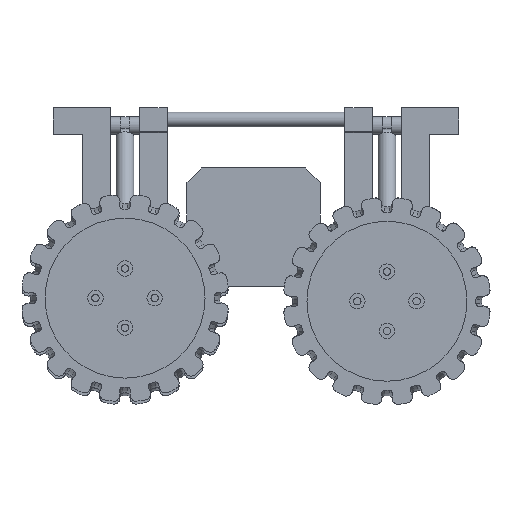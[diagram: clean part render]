
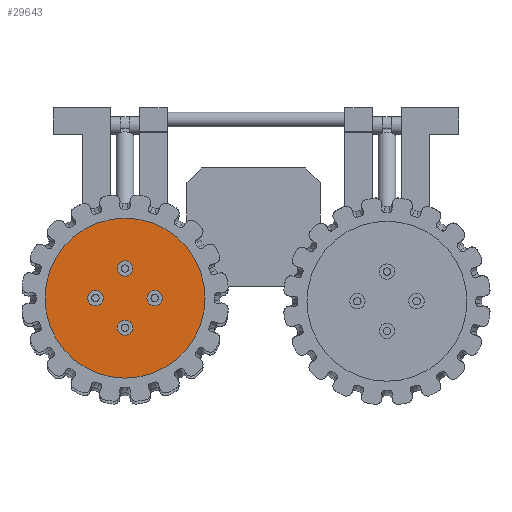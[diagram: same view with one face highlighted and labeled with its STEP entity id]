
A CAD part, left-side view. The second image highlights one B-rep face of the part: STEP entity #29643.
In plain terms, the highlighted face is planar.
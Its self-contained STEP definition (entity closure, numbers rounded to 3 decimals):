
#1603=FACE_BOUND('',#4612,.T.);
#1604=FACE_BOUND('',#4613,.T.);
#1605=FACE_BOUND('',#4614,.T.);
#1606=FACE_BOUND('',#4615,.T.);
#1934=PLANE('',#31571);
#2806=FACE_OUTER_BOUND('',#4611,.T.);
#4611=EDGE_LOOP('',(#20557));
#4612=EDGE_LOOP('',(#20558));
#4613=EDGE_LOOP('',(#20559));
#4614=EDGE_LOOP('',(#20560));
#4615=EDGE_LOOP('',(#20561));
#11060=CIRCLE('',#31531,27.);
#11064=CIRCLE('',#31539,2.6);
#11067=CIRCLE('',#31544,2.6);
#11070=CIRCLE('',#31549,2.6);
#11073=CIRCLE('',#31554,2.6);
#12724=VERTEX_POINT('',#43975);
#12728=VERTEX_POINT('',#43991);
#12731=VERTEX_POINT('',#44000);
#12734=VERTEX_POINT('',#44009);
#12737=VERTEX_POINT('',#44018);
#15713=EDGE_CURVE('',#12724,#12724,#11060,.T.);
#15721=EDGE_CURVE('',#12728,#12728,#11064,.T.);
#15725=EDGE_CURVE('',#12731,#12731,#11067,.T.);
#15729=EDGE_CURVE('',#12734,#12734,#11070,.T.);
#15733=EDGE_CURVE('',#12737,#12737,#11073,.T.);
#20557=ORIENTED_EDGE('',*,*,#15713,.T.);
#20558=ORIENTED_EDGE('',*,*,#15721,.T.);
#20559=ORIENTED_EDGE('',*,*,#15725,.T.);
#20560=ORIENTED_EDGE('',*,*,#15729,.T.);
#20561=ORIENTED_EDGE('',*,*,#15733,.T.);
#29643=ADVANCED_FACE('',(#2806,#1603,#1604,#1605,#1606),#1934,.T.);
#31531=AXIS2_PLACEMENT_3D('',#43976,#35237,#35238);
#31539=AXIS2_PLACEMENT_3D('',#43992,#35257,#35258);
#31544=AXIS2_PLACEMENT_3D('',#44001,#35268,#35269);
#31549=AXIS2_PLACEMENT_3D('',#44010,#35279,#35280);
#31554=AXIS2_PLACEMENT_3D('',#44019,#35290,#35291);
#31571=AXIS2_PLACEMENT_3D('',#44050,#35330,#35331);
#35237=DIRECTION('center_axis',(1.,0.,0.));
#35238=DIRECTION('ref_axis',(0.,0.,
-1.));
#35257=DIRECTION('center_axis',(-1.,0.,0.));
#35258=DIRECTION('ref_axis',(0.,0.,
1.));
#35268=DIRECTION('center_axis',(-1.,0.,0.));
#35269=DIRECTION('ref_axis',(0.,0.,
1.));
#35279=DIRECTION('center_axis',(-1.,0.,0.));
#35280=DIRECTION('ref_axis',(0.,0.,
1.));
#35290=DIRECTION('center_axis',(-1.,0.,0.));
#35291=DIRECTION('ref_axis',(0.,0.,
1.));
#35330=DIRECTION('center_axis',(1.,0.,0.));
#35331=DIRECTION('ref_axis',(0.,0.,
-1.));
#43975=CARTESIAN_POINT('',(78.705,-1.072,27.));
#43976=CARTESIAN_POINT('Origin',(78.705,-1.072,0.));
#43991=CARTESIAN_POINT('',(78.705,-11.072,-2.6));
#43992=CARTESIAN_POINT('Origin',(78.705,-11.072,0.));
#44000=CARTESIAN_POINT('',(78.705,8.928,-2.6));
#44001=CARTESIAN_POINT('Origin',(78.705,8.928,0.));
#44009=CARTESIAN_POINT('',(78.705,-1.072,-12.6));
#44010=CARTESIAN_POINT('Origin',(78.705,-1.072,-10.));
#44018=CARTESIAN_POINT('',(78.705,-1.072,7.4));
#44019=CARTESIAN_POINT('Origin',(78.705,-1.072,10.));
#44050=CARTESIAN_POINT('Origin',(78.705,-1.072,0.));
